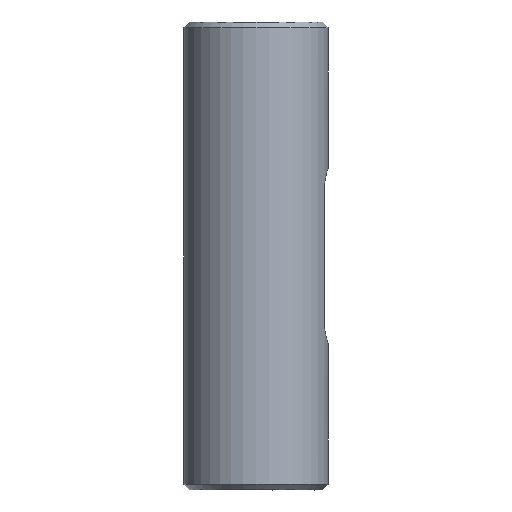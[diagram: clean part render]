
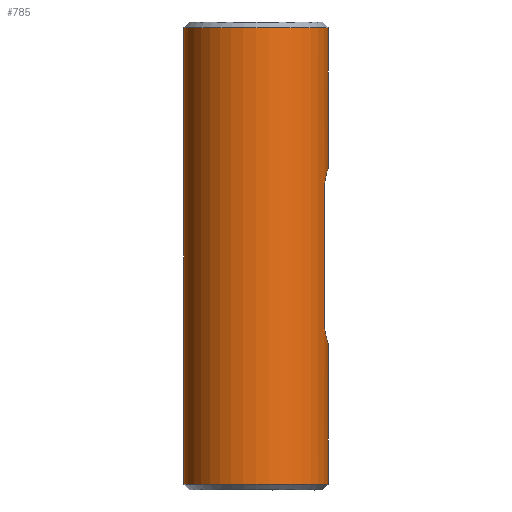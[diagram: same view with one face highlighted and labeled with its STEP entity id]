
A CAD part, left-side view. The second image highlights one B-rep face of the part: STEP entity #785.
In plain terms, the highlighted cylindrical face has radius 15.875 mm (diameter 31.75 mm), a full revolution.
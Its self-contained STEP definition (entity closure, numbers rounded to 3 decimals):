
#25=FACE_BOUND('',#108,.T.);
#61=FACE_OUTER_BOUND('',#107,.T.);
#107=EDGE_LOOP('',(#567,#568,#569,#570));
#108=EDGE_LOOP('',(#571,#572,#573,#574));
#151=CIRCLE('',#854,15.875);
#152=CIRCLE('',#855,15.875);
#191=B_SPLINE_CURVE_WITH_KNOTS('',3,(#1636,#1637,#1638,#1639,#1640,#1641,
#1642,#1643,#1644,#1645,#1646,#1647,#1648,#1649,#1650,#1651,#1652,#1653),
 .UNSPECIFIED.,.F.,.F.,(4,1,1,1,1,1,1,1,1,1,1,1,1,1,1,4),(0.,
0.173,0.26,0.346,0.357,
0.368,0.389,0.433,0.519,
0.606,0.692,0.865,0.952,
1.038,1.125,1.211),.UNSPECIFIED.);
#193=B_SPLINE_CURVE_WITH_KNOTS('',3,(#1774,#1775,#1776,#1777,#1778,#1779,
#1780,#1781,#1782,#1783,#1784,#1785,#1786,#1787,#1788,#1789,#1790,#1791,
#1792,#1793,#1794,#1795,#1796,#1797),.UNSPECIFIED.,.F.,.F.,(4,1,1,1,1,1,
1,1,1,1,1,1,1,1,1,1,1,1,1,1,1,4),(-1.211,-1.081,-1.038,
-0.865,-0.854,-0.846,-0.843,
-0.822,-0.779,-0.692,-0.519,
-0.465,-0.433,-0.389,-0.368,
-0.36,-0.357,-0.351,-0.346,
-0.238,-0.173,0.),
 .UNSPECIFIED.);
#232=LINE('',#1557,#274);
#237=LINE('',#1676,#279);
#243=LINE('',#1853,#285);
#274=VECTOR('',#956,10.);
#279=VECTOR('',#963,10.);
#285=VECTOR('',#977,15.24);
#340=VERTEX_POINT('',#1554);
#341=VERTEX_POINT('',#1556);
#344=VERTEX_POINT('',#1634);
#346=VERTEX_POINT('',#1674);
#350=VERTEX_POINT('',#1850);
#351=VERTEX_POINT('',#1852);
#420=EDGE_CURVE('',#340,#341,#232,.T.);
#424=EDGE_CURVE('',#344,#340,#191,.T.);
#427=EDGE_CURVE('',#346,#344,#237,.T.);
#429=EDGE_CURVE('',#341,#346,#193,.T.);
#436=EDGE_CURVE('',#350,#350,#151,.T.);
#437=EDGE_CURVE('',#350,#351,#243,.T.);
#438=EDGE_CURVE('',#351,#351,#152,.T.);
#567=ORIENTED_EDGE('',*,*,#436,.F.);
#568=ORIENTED_EDGE('',*,*,#437,.T.);
#569=ORIENTED_EDGE('',*,*,#438,.F.);
#570=ORIENTED_EDGE('',*,*,#437,.F.);
#571=ORIENTED_EDGE('',*,*,#420,.F.);
#572=ORIENTED_EDGE('',*,*,#424,.F.);
#573=ORIENTED_EDGE('',*,*,#427,.F.);
#574=ORIENTED_EDGE('',*,*,#429,.F.);
#760=CYLINDRICAL_SURFACE('',#853,15.875);
#785=ADVANCED_FACE('',(#61,#25),#760,.T.);
#853=AXIS2_PLACEMENT_3D('',#1849,#973,#974);
#854=AXIS2_PLACEMENT_3D('',#1851,#975,#976);
#855=AXIS2_PLACEMENT_3D('',#1854,#978,#979);
#956=DIRECTION('',(0.,0.,-1.));
#963=DIRECTION('',(0.,0.,1.));
#973=DIRECTION('center_axis',(0.,0.,
-1.));
#974=DIRECTION('ref_axis',(-1.,0.,0.));
#975=DIRECTION('center_axis',(0.,0.,
1.));
#976=DIRECTION('ref_axis',(-1.,0.,0.));
#977=DIRECTION('',(0.,0.,-1.));
#978=DIRECTION('center_axis',(0.,0.,
-1.));
#979=DIRECTION('ref_axis',(-1.,0.,0.));
#1554=CARTESIAN_POINT('',(-5.215,-74.994,-25.));
#1556=CARTESIAN_POINT('',(-5.215,-74.994,-53.));
#1557=CARTESIAN_POINT('',(-5.215,-74.994,-11.946));
#1634=CARTESIAN_POINT('',(5.215,-74.994,-25.));
#1636=CARTESIAN_POINT('Ctrl Pts',(5.215,-74.994,-25.));
#1637=CARTESIAN_POINT('Ctrl Pts',(5.215,-74.994,-24.234));
#1638=CARTESIAN_POINT('Ctrl Pts',(4.954,-75.091,-23.008));
#1639=CARTESIAN_POINT('Ctrl Pts',(4.097,-75.343,-21.652));
#1640=CARTESIAN_POINT('Ctrl Pts',(3.545,-75.477,-21.095));
#1641=CARTESIAN_POINT('Ctrl Pts',(3.166,-75.556,-20.796));
#1642=CARTESIAN_POINT('Ctrl Pts',(3.01,-75.587,-20.68));
#1643=CARTESIAN_POINT('Ctrl Pts',(2.726,-75.641,-20.488));
#1644=CARTESIAN_POINT('Ctrl Pts',(2.123,-75.74,-20.149));
#1645=CARTESIAN_POINT('Ctrl Pts',(1.16,-75.847,-19.813));
#1646=CARTESIAN_POINT('Ctrl Pts',(0.004,-75.889,
-19.69));
#1647=CARTESIAN_POINT('Ctrl Pts',(-1.553,-75.835,-19.849));
#1648=CARTESIAN_POINT('Ctrl Pts',(-3.057,-75.598,-20.595));
#1649=CARTESIAN_POINT('Ctrl Pts',(-4.098,-75.341,-21.657));
#1650=CARTESIAN_POINT('Ctrl Pts',(-4.741,-75.154,-22.67));
#1651=CARTESIAN_POINT('Ctrl Pts',(-5.13,-75.023,-23.823));
#1652=CARTESIAN_POINT('Ctrl Pts',(-5.215,-74.994,-24.617));
#1653=CARTESIAN_POINT('Ctrl Pts',(-5.215,-74.994,-25.));
#1674=CARTESIAN_POINT('',(5.215,-74.994,-53.));
#1676=CARTESIAN_POINT('',(5.215,-74.994,-11.946));
#1774=CARTESIAN_POINT('Ctrl Pts',(-5.215,-74.994,-53.));
#1775=CARTESIAN_POINT('Ctrl Pts',(-5.215,-74.994,-53.574));
#1776=CARTESIAN_POINT('Ctrl Pts',(-5.092,-75.039,-54.376));
#1777=CARTESIAN_POINT('Ctrl Pts',(-4.476,-75.236,-55.876));
#1778=CARTESIAN_POINT('Ctrl Pts',(-3.843,-75.416,-56.672));
#1779=CARTESIAN_POINT('Ctrl Pts',(-3.174,-75.555,-57.198));
#1780=CARTESIAN_POINT('Ctrl Pts',(-3.096,-75.57,-57.256));
#1781=CARTESIAN_POINT('Ctrl Pts',(-2.978,-75.593,-57.342));
#1782=CARTESIAN_POINT('Ctrl Pts',(-2.725,-75.641,-57.514));
#1783=CARTESIAN_POINT('Ctrl Pts',(-2.121,-75.74,-57.854));
#1784=CARTESIAN_POINT('Ctrl Pts',(-0.775,-75.89,
-58.316));
#1785=CARTESIAN_POINT('Ctrl Pts',(0.628,-75.889,-58.316));
#1786=CARTESIAN_POINT('Ctrl Pts',(1.788,-75.778,-57.97));
#1787=CARTESIAN_POINT('Ctrl Pts',(2.336,-75.705,-57.731));
#1788=CARTESIAN_POINT('Ctrl Pts',(2.726,-75.641,-57.513));
#1789=CARTESIAN_POINT('Ctrl Pts',(3.,-75.589,-57.328));
#1790=CARTESIAN_POINT('Ctrl Pts',(3.117,-75.566,-57.241));
#1791=CARTESIAN_POINT('Ctrl Pts',(3.175,-75.554,-57.197));
#1792=CARTESIAN_POINT('Ctrl Pts',(3.223,-75.544,-57.16));
#1793=CARTESIAN_POINT('Ctrl Pts',(3.636,-75.458,-56.83));
#1794=CARTESIAN_POINT('Ctrl Pts',(4.163,-75.325,-56.267));
#1795=CARTESIAN_POINT('Ctrl Pts',(4.979,-75.081,-54.887));
#1796=CARTESIAN_POINT('Ctrl Pts',(5.215,-74.994,-53.766));
#1797=CARTESIAN_POINT('Ctrl Pts',(5.215,-74.994,-53.));
#1849=CARTESIAN_POINT('Origin',(0.,-60.,
-11.946));
#1850=CARTESIAN_POINT('',(15.875,-60.,11.272));
#1851=CARTESIAN_POINT('Origin',(0.,-60.,11.272));
#1852=CARTESIAN_POINT('',(15.875,-60.,-89.272));
#1853=CARTESIAN_POINT('',(15.875,-60.,-11.946));
#1854=CARTESIAN_POINT('Origin',(0.,-60.,-89.272));
